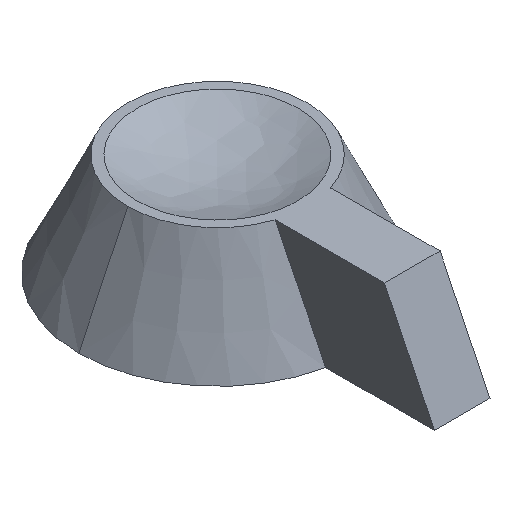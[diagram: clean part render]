
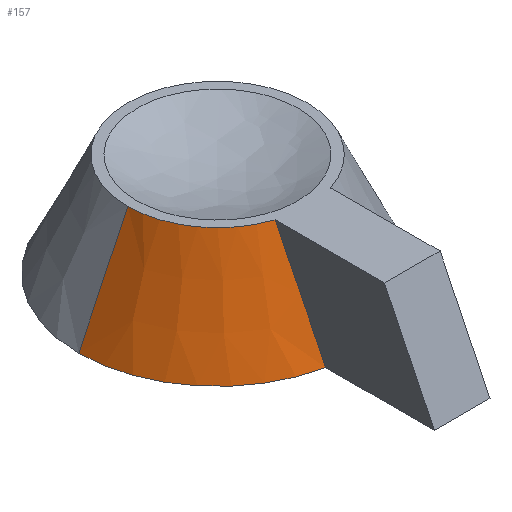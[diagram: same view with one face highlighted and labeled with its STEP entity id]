
A CAD part, isometric view. The second image highlights one B-rep face of the part: STEP entity #157.
In plain terms, the highlighted conical face has half-angle 25.543 degrees and reference radius 10 mm.
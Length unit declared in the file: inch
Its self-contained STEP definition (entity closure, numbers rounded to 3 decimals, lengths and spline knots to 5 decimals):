
#42 = CARTESIAN_POINT ( 'NONE',  ( -0.25447, 0.15031, 0.29134 ) ) ;
#48 = DIRECTION ( 'NONE',  ( 0., 0., 1. ) ) ;
#79 = CIRCLE ( 'NONE', #210, 0.25447 ) ;
#100 = DIRECTION ( 'NONE',  ( 0., 0., -1. ) ) ;
#104 = CARTESIAN_POINT ( 'NONE',  ( -0.3937, 0.15031, 0. ) ) ;
#107 = DIRECTION ( 'NONE',  ( -1., 0., 0. ) ) ;
#117 = ORIENTED_EDGE ( 'NONE', *, *, #131, .T. ) ;
#131 = EDGE_CURVE ( 'NONE', #383, #619, #355, .T. ) ;
#140 = VERTEX_POINT ( 'NONE', #345 ) ;
#149 = AXIS2_PLACEMENT_3D ( 'NONE', #727, #48, #476 ) ;
#157 = ADVANCED_FACE ( 'NONE', ( #739 ), #549, .T. ) ;
#164 = VERTEX_POINT ( 'NONE', #731 ) ;
#206 = CIRCLE ( 'NONE', #149, 0.3937 ) ;
#208 = ORIENTED_EDGE ( 'NONE', *, *, #365, .T. ) ;
#210 = AXIS2_PLACEMENT_3D ( 'NONE', #772, #100, #107 ) ;
#276 = CARTESIAN_POINT ( 'NONE',  ( -0.07874, -0.09167, 0.29134 ) ) ;
#312 = B_SPLINE_CURVE_WITH_KNOTS ( 'NONE', 3,
 ( #771, #394, #397, #276 ),
 .UNSPECIFIED., .F., .F.,
 ( 4, 4 ),
 ( 0., 0.00825 ),
 .UNSPECIFIED. ) ;
#342 = DIRECTION ( 'NONE',  ( -0.431, 0., -0.902 ) ) ;
#345 = CARTESIAN_POINT ( 'NONE',  ( -0.07874, -0.09167, 0.29134 ) ) ;
#355 = LINE ( 'NONE', #104, #669 ) ;
#365 = EDGE_CURVE ( 'NONE', #140, #383, #79, .T. ) ;
#383 = VERTEX_POINT ( 'NONE', #42 ) ;
#394 = CARTESIAN_POINT ( 'NONE',  ( -0.07874, -0.18796, 0.09733 ) ) ;
#397 = CARTESIAN_POINT ( 'NONE',  ( -0.07874, -0.1403, 0.19458 ) ) ;
#398 = ORIENTED_EDGE ( 'NONE', *, *, #503, .T. ) ;
#410 = CARTESIAN_POINT ( 'NONE',  ( -0.3937, 0.15031, 0. ) ) ;
#432 = EDGE_CURVE ( 'NONE', #164, #140, #312, .T. ) ;
#476 = DIRECTION ( 'NONE',  ( -1., 0., 0. ) ) ;
#492 = EDGE_LOOP ( 'NONE', ( #208, #117, #398, #623 ) ) ;
#503 = EDGE_CURVE ( 'NONE', #619, #164, #206, .T. ) ;
#549 = CONICAL_SURFACE ( 'NONE', #586, 0.3937, 0.446 ) ;
#551 = DIRECTION ( 'NONE',  ( -1., 0., 0. ) ) ;
#586 = AXIS2_PLACEMENT_3D ( 'NONE', #596, #725, #551 ) ;
#596 = CARTESIAN_POINT ( 'NONE',  ( 0., 0.15031, 0. ) ) ;
#619 = VERTEX_POINT ( 'NONE', #410 ) ;
#623 = ORIENTED_EDGE ( 'NONE', *, *, #432, .T. ) ;
#669 = VECTOR ( 'NONE', #342, 39.37008 ) ;
#725 = DIRECTION ( 'NONE',  ( 0., 0., -1. ) ) ;
#727 = CARTESIAN_POINT ( 'NONE',  ( 0., 0.15031, 0. ) ) ;
#731 = CARTESIAN_POINT ( 'NONE',  ( -0.07874, -0.23544, 0. ) ) ;
#739 = FACE_OUTER_BOUND ( 'NONE', #492, .T. ) ;
#771 = CARTESIAN_POINT ( 'NONE',  ( -0.07874, -0.23544, 0. ) ) ;
#772 = CARTESIAN_POINT ( 'NONE',  ( 0., 0.15031, 0.29134 ) ) ;
